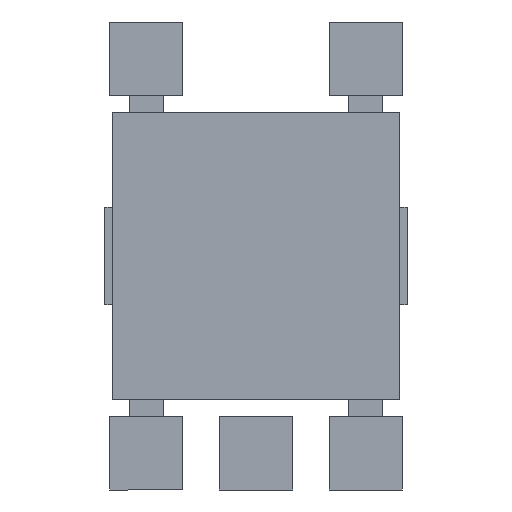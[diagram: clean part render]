
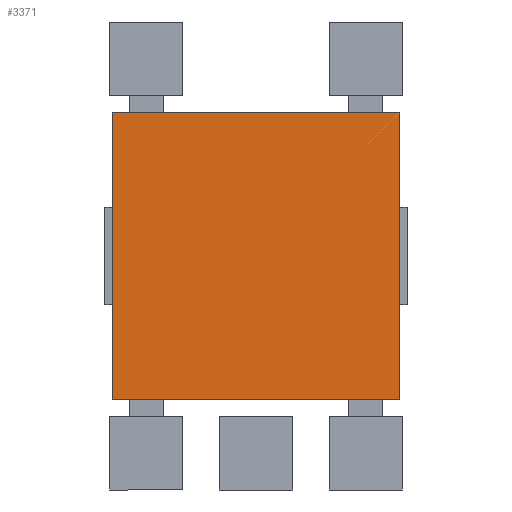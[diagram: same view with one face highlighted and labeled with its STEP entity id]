
A CAD part, front view. The second image highlights one B-rep face of the part: STEP entity #3371.
In plain terms, the highlighted planar face has unit normal (0, -1, 0).
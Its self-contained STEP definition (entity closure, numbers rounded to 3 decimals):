
#88 = ORIENTED_EDGE ( 'NONE', *, *, #1851, .F. ) ;
#106 = VECTOR ( 'NONE', #2635, 1000. ) ;
#127 = DIRECTION ( 'NONE',  ( 0., 1., 0. ) ) ;
#186 = EDGE_LOOP ( 'NONE', ( #199, #2524, #88, #2602 ) ) ;
#199 = ORIENTED_EDGE ( 'NONE', *, *, #3393, .F. ) ;
#296 = LINE ( 'NONE', #2264, #2748 ) ;
#352 = CARTESIAN_POINT ( 'NONE',  ( -2.95, 0., 2.95 ) ) ;
#385 = VECTOR ( 'NONE', #666, 1000. ) ;
#549 = VERTEX_POINT ( 'NONE', #2423 ) ;
#609 = LINE ( 'NONE', #352, #1985 ) ;
#666 = DIRECTION ( 'NONE',  ( 0., 0., -1. ) ) ;
#868 = EDGE_CURVE ( 'NONE', #1469, #1838, #296, .T. ) ;
#1011 = CARTESIAN_POINT ( 'NONE',  ( 2.95, 0., -2.95 ) ) ;
#1057 = FACE_OUTER_BOUND ( 'NONE', #186, .T. ) ;
#1124 = DIRECTION ( 'NONE',  ( 0., 0., 1. ) ) ;
#1145 = DIRECTION ( 'NONE',  ( 1., 0., 0. ) ) ;
#1207 = DIRECTION ( 'NONE',  ( 0., 0., 1. ) ) ;
#1457 = CARTESIAN_POINT ( 'NONE',  ( -2.95, 0., -2.95 ) ) ;
#1469 = VERTEX_POINT ( 'NONE', #2533 ) ;
#1838 = VERTEX_POINT ( 'NONE', #2205 ) ;
#1851 = EDGE_CURVE ( 'NONE', #2849, #1469, #609, .T. ) ;
#1985 = VECTOR ( 'NONE', #1124, 1000. ) ;
#1999 = PLANE ( 'NONE',  #2015 ) ;
#2015 = AXIS2_PLACEMENT_3D ( 'NONE', #3018, #127, #1207 ) ;
#2205 = CARTESIAN_POINT ( 'NONE',  ( 2.95, 0., 2.95 ) ) ;
#2264 = CARTESIAN_POINT ( 'NONE',  ( 2.95, 0., 2.95 ) ) ;
#2269 = CARTESIAN_POINT ( 'NONE',  ( 2.95, 0., 2.95 ) ) ;
#2395 = LINE ( 'NONE', #2269, #385 ) ;
#2397 = EDGE_CURVE ( 'NONE', #549, #2849, #2685, .T. ) ;
#2423 = CARTESIAN_POINT ( 'NONE',  ( 2.95, 0., -2.95 ) ) ;
#2524 = ORIENTED_EDGE ( 'NONE', *, *, #868, .F. ) ;
#2533 = CARTESIAN_POINT ( 'NONE',  ( -2.95, 0., 2.95 ) ) ;
#2602 = ORIENTED_EDGE ( 'NONE', *, *, #2397, .F. ) ;
#2635 = DIRECTION ( 'NONE',  ( -1., 0., 0. ) ) ;
#2685 = LINE ( 'NONE', #1011, #106 ) ;
#2748 = VECTOR ( 'NONE', #1145, 1000. ) ;
#2849 = VERTEX_POINT ( 'NONE', #1457 ) ;
#3018 = CARTESIAN_POINT ( 'NONE',  ( 0., 0., 0. ) ) ;
#3371 = ADVANCED_FACE ( 'NONE', ( #1057 ), #1999, .F. ) ;
#3393 = EDGE_CURVE ( 'NONE', #1838, #549, #2395, .T. ) ;
